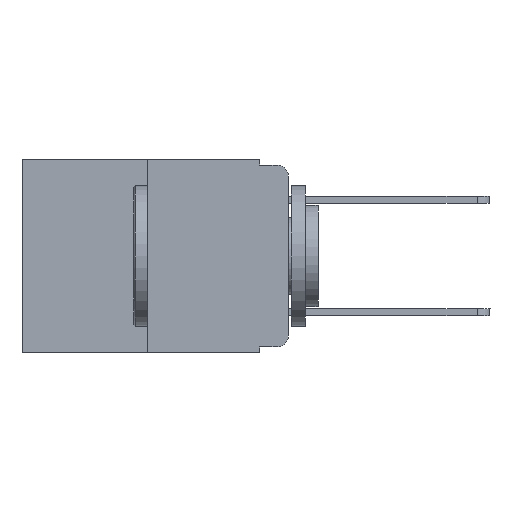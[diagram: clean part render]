
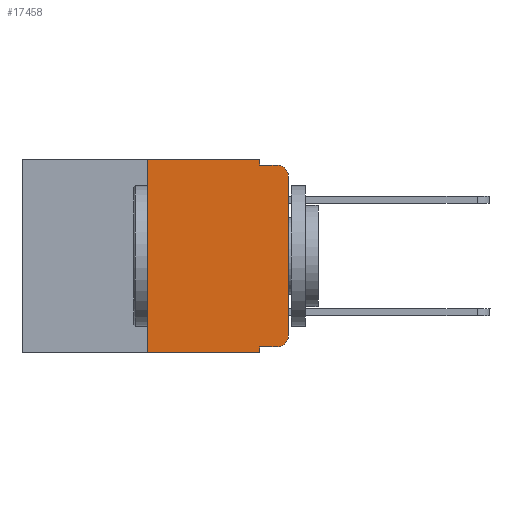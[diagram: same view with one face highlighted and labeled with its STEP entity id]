
A CAD part, left-side view. The second image highlights one B-rep face of the part: STEP entity #17458.
In plain terms, the highlighted planar face has unit normal (-1, 0, 0).
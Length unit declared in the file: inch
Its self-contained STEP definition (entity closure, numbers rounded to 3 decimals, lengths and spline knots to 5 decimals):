
#12 = VERTEX_POINT ( 'NONE', #894 ) ;
#134 = EDGE_CURVE ( 'NONE', #24244, #16348, #3006, .T. ) ;
#580 = LINE ( 'NONE', #15909, #17309 ) ;
#894 = CARTESIAN_POINT ( 'NONE',  ( 0., 0., -0.313 ) ) ;
#906 = DIRECTION ( 'NONE',  ( 0., -1., 0. ) ) ;
#1053 = VECTOR ( 'NONE', #15265, 39.37008 ) ;
#1837 = EDGE_CURVE ( 'NONE', #12, #2451, #3224, .T. ) ;
#2271 = VECTOR ( 'NONE', #20947, 39.37008 ) ;
#2451 = VERTEX_POINT ( 'NONE', #5440 ) ;
#3006 = LINE ( 'NONE', #22197, #10359 ) ;
#3224 = LINE ( 'NONE', #21684, #14966 ) ;
#3229 = ORIENTED_EDGE ( 'NONE', *, *, #11629, .F. ) ;
#3852 = CARTESIAN_POINT ( 'NONE',  ( 0., 0.473, 0. ) ) ;
#4237 = ORIENTED_EDGE ( 'NONE', *, *, #19363, .F. ) ;
#4243 = DIRECTION ( 'NONE',  ( 0., 0., -1. ) ) ;
#4379 = VERTEX_POINT ( 'NONE', #9286 ) ;
#4803 = CARTESIAN_POINT ( 'NONE',  ( 0., 0.051, 0. ) ) ;
#5440 = CARTESIAN_POINT ( 'NONE',  ( 0., 0., -0.03 ) ) ;
#5704 = FACE_OUTER_BOUND ( 'NONE', #8284, .T. ) ;
#5708 = AXIS2_PLACEMENT_3D ( 'NONE', #6593, #15591, #4243 ) ;
#6149 = CARTESIAN_POINT ( 'NONE',  ( 0., 0.051, 0. ) ) ;
#6537 = VECTOR ( 'NONE', #21912, 39.37008 ) ;
#6593 = CARTESIAN_POINT ( 'NONE',  ( 0., 0.02, -0.03 ) ) ;
#6853 = VECTOR ( 'NONE', #18897, 39.37008 ) ;
#6898 = CIRCLE ( 'NONE', #5708, 0.02 ) ;
#7084 = DIRECTION ( 'NONE',  ( 0., 0., 1. ) ) ;
#7474 = CARTESIAN_POINT ( 'NONE',  ( 0., 0.02, -0.313 ) ) ;
#7766 = CIRCLE ( 'NONE', #21691, 0.02 ) ;
#7860 = CARTESIAN_POINT ( 'NONE',  ( 0., 0.02, -0.333 ) ) ;
#8284 = EDGE_LOOP ( 'NONE', ( #10417, #18112, #4237, #18632, #11898, #14120, #24188, #3229, #23952, #8605 ) ) ;
#8605 = ORIENTED_EDGE ( 'NONE', *, *, #20057, .T. ) ;
#9286 = CARTESIAN_POINT ( 'NONE',  ( 0., 0.051, -0.01 ) ) ;
#9346 = VECTOR ( 'NONE', #906, 39.37008 ) ;
#9530 = LINE ( 'NONE', #20991, #1053 ) ;
#10109 = AXIS2_PLACEMENT_3D ( 'NONE', #3852, #11457, #19046 ) ;
#10131 = EDGE_CURVE ( 'NONE', #12538, #4379, #9530, .T. ) ;
#10133 = CARTESIAN_POINT ( 'NONE',  ( 0., 0.473, -0.343 ) ) ;
#10134 = VERTEX_POINT ( 'NONE', #22479 ) ;
#10359 = VECTOR ( 'NONE', #12239, 39.37008 ) ;
#10417 = ORIENTED_EDGE ( 'NONE', *, *, #1837, .T. ) ;
#11457 = DIRECTION ( 'NONE',  ( 1., 0., 0. ) ) ;
#11604 = CARTESIAN_POINT ( 'NONE',  ( 0., 0.25, 0. ) ) ;
#11629 = EDGE_CURVE ( 'NONE', #24244, #10134, #23230, .T. ) ;
#11881 = LINE ( 'NONE', #10133, #9346 ) ;
#11898 = ORIENTED_EDGE ( 'NONE', *, *, #13514, .F. ) ;
#12239 = DIRECTION ( 'NONE',  ( 0., -1., 0. ) ) ;
#12538 = VERTEX_POINT ( 'NONE', #4803 ) ;
#12691 = CARTESIAN_POINT ( 'NONE',  ( 0., 0.473, 0. ) ) ;
#13353 = LINE ( 'NONE', #11604, #2271 ) ;
#13457 = DIRECTION ( 'NONE',  ( -1., 0., 0. ) ) ;
#13514 = EDGE_CURVE ( 'NONE', #21605, #12538, #16437, .T. ) ;
#14120 = ORIENTED_EDGE ( 'NONE', *, *, #21575, .F. ) ;
#14966 = VECTOR ( 'NONE', #7084, 39.37008 ) ;
#15079 = DIRECTION ( 'NONE',  ( 0., 0., -1. ) ) ;
#15265 = DIRECTION ( 'NONE',  ( 0., 0., -1. ) ) ;
#15319 = PLANE ( 'NONE',  #10109 ) ;
#15591 = DIRECTION ( 'NONE',  ( -1., 0., 0. ) ) ;
#15788 = DIRECTION ( 'NONE',  ( 0., -1., 0. ) ) ;
#15909 = CARTESIAN_POINT ( 'NONE',  ( 0., 0.051, -0.01 ) ) ;
#16348 = VERTEX_POINT ( 'NONE', #7860 ) ;
#16437 = LINE ( 'NONE', #12691, #6537 ) ;
#16657 = CARTESIAN_POINT ( 'NONE',  ( 0., 0.25, -0.343 ) ) ;
#17115 = EDGE_CURVE ( 'NONE', #2451, #19360, #6898, .T. ) ;
#17309 = VECTOR ( 'NONE', #15788, 39.37008 ) ;
#17458 = ADVANCED_FACE ( 'NONE', ( #5704 ), #15319, .F. ) ;
#17654 = CARTESIAN_POINT ( 'NONE',  ( 0., 0.02, -0.01 ) ) ;
#18051 = EDGE_CURVE ( 'NONE', #19618, #10134, #11881, .T. ) ;
#18112 = ORIENTED_EDGE ( 'NONE', *, *, #17115, .T. ) ;
#18270 = CARTESIAN_POINT ( 'NONE',  ( 0., 0.25, 0. ) ) ;
#18632 = ORIENTED_EDGE ( 'NONE', *, *, #10131, .F. ) ;
#18897 = DIRECTION ( 'NONE',  ( 0., 0., -1. ) ) ;
#19046 = DIRECTION ( 'NONE',  ( 0., 0., -1. ) ) ;
#19360 = VERTEX_POINT ( 'NONE', #17654 ) ;
#19363 = EDGE_CURVE ( 'NONE', #4379, #19360, #580, .T. ) ;
#19618 = VERTEX_POINT ( 'NONE', #16657 ) ;
#20057 = EDGE_CURVE ( 'NONE', #16348, #12, #7766, .T. ) ;
#20947 = DIRECTION ( 'NONE',  ( 0., 0., 1. ) ) ;
#20991 = CARTESIAN_POINT ( 'NONE',  ( 0., 0.051, 0. ) ) ;
#21575 = EDGE_CURVE ( 'NONE', #19618, #21605, #13353, .T. ) ;
#21605 = VERTEX_POINT ( 'NONE', #18270 ) ;
#21684 = CARTESIAN_POINT ( 'NONE',  ( 0., 0., 0. ) ) ;
#21691 = AXIS2_PLACEMENT_3D ( 'NONE', #7474, #13457, #15079 ) ;
#21912 = DIRECTION ( 'NONE',  ( 0., -1., 0. ) ) ;
#22197 = CARTESIAN_POINT ( 'NONE',  ( 0., 0.051, -0.333 ) ) ;
#22479 = CARTESIAN_POINT ( 'NONE',  ( 0., 0.051, -0.343 ) ) ;
#23230 = LINE ( 'NONE', #6149, #6853 ) ;
#23952 = ORIENTED_EDGE ( 'NONE', *, *, #134, .T. ) ;
#24188 = ORIENTED_EDGE ( 'NONE', *, *, #18051, .T. ) ;
#24244 = VERTEX_POINT ( 'NONE', #24583 ) ;
#24583 = CARTESIAN_POINT ( 'NONE',  ( 0., 0.051, -0.333 ) ) ;
